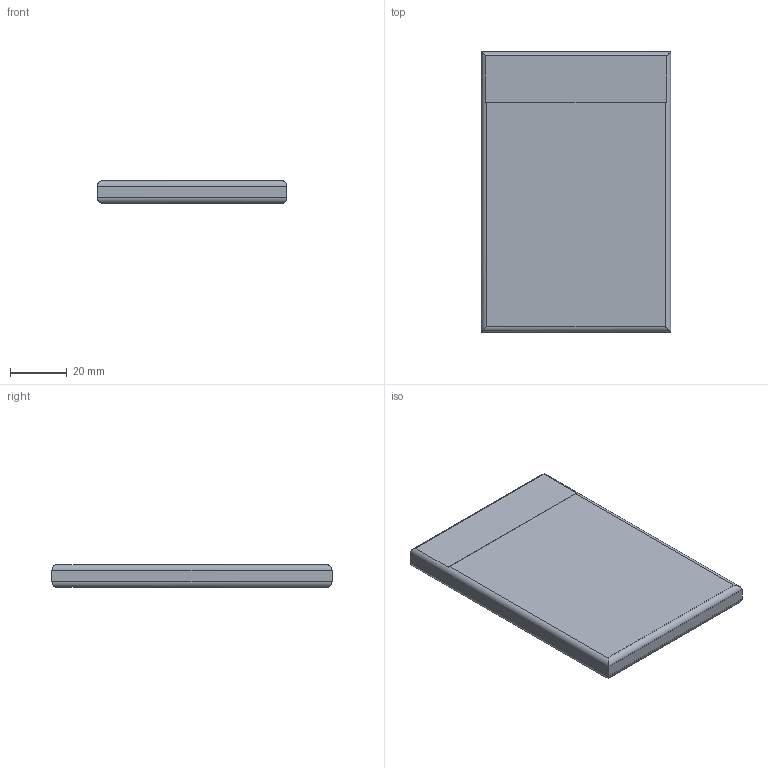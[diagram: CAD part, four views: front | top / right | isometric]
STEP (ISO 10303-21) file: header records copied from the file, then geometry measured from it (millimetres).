
FILE_DESCRIPTION (( 'STEP AP214' ), '1' );
FILE_NAME ('6000mah.STEP', '2022-06-24T11:26:30', ( '' ), ( '' ), 'SwSTEP 2.0', 'SolidWorks 2021', '' );
FILE_SCHEMA (( 'AUTOMOTIVE_DESIGN' ));
Length unit declared in the file: millimetre
Products named in the file (1): 6000mah
Bounding box: 67 x 99 x 8.1 mm (x, y, z)
Volume: 52955 mm3; surface area: 15403.6 mm2
Topology: 1 solids, 1 shells, 114 faces, 292 edges, 192 vertices
Faces by surface type: plane 55, bspline 51, cylinder 8
Entity records: 7823 total; most frequent: CARTESIAN_POINT 4370, ORIENTED_EDGE 584, DIRECTION 314, EDGE_CURVE 292, VERTEX_POINT 192, LINE 178, VECTOR 178, EDGE_LOOP 126
